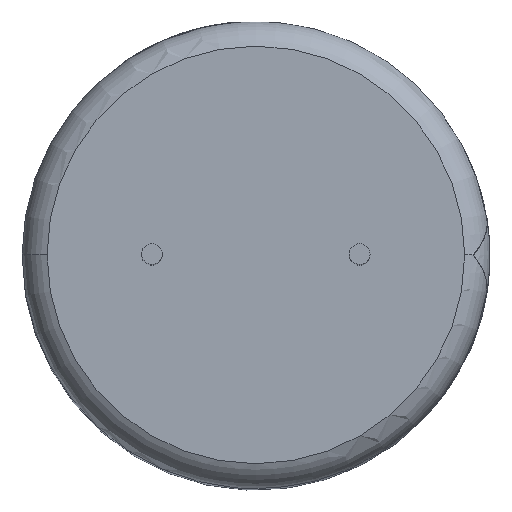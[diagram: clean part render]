
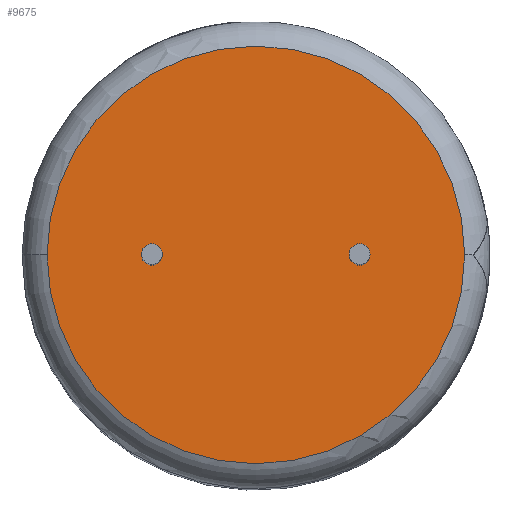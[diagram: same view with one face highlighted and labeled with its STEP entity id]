
A CAD part, top view. The second image highlights one B-rep face of the part: STEP entity #9675.
In plain terms, the highlighted planar face has unit normal (0, 0, 1).
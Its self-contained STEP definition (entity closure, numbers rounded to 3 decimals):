
#289 = EDGE_CURVE ( 'NONE', #951, #1783, #15193, .T. ) ;
#368 = AXIS2_PLACEMENT_3D ( 'NONE', #697, #6251, #5385 ) ;
#697 = CARTESIAN_POINT ( 'NONE',  ( -4., 0., 17.4 ) ) ;
#939 = AXIS2_PLACEMENT_3D ( 'NONE', #13693, #11166, #7724 ) ;
#951 = VERTEX_POINT ( 'NONE', #3997 ) ;
#1457 = EDGE_CURVE ( 'NONE', #5984, #7071, #10747, .T. ) ;
#1746 = ORIENTED_EDGE ( 'NONE', *, *, #13051, .F. ) ;
#1783 = VERTEX_POINT ( 'NONE', #5265 ) ;
#1832 = DIRECTION ( 'NONE',  ( 0., 0., 1. ) ) ;
#2116 = AXIS2_PLACEMENT_3D ( 'NONE', #12990, #3470, #4614 ) ;
#2567 = CARTESIAN_POINT ( 'NONE',  ( 4., 0., 17.4 ) ) ;
#2700 = AXIS2_PLACEMENT_3D ( 'NONE', #2567, #10685, #6176 ) ;
#2871 = EDGE_LOOP ( 'NONE', ( #5098, #12545 ) ) ;
#3157 = AXIS2_PLACEMENT_3D ( 'NONE', #12395, #11236, #14783 ) ;
#3470 = DIRECTION ( 'NONE',  ( 0., 0., 1. ) ) ;
#3571 = CIRCLE ( 'NONE', #368, 0.4 ) ;
#3659 = EDGE_CURVE ( 'NONE', #1783, #951, #6132, .T. ) ;
#3997 = CARTESIAN_POINT ( 'NONE',  ( 4.4, 0., 17.4 ) ) ;
#4614 = DIRECTION ( 'NONE',  ( 1., 0., 0. ) ) ;
#4927 = DIRECTION ( 'NONE',  ( 1., 0., 0. ) ) ;
#4933 = CARTESIAN_POINT ( 'NONE',  ( -8.039, 0., 17.4 ) ) ;
#5098 = ORIENTED_EDGE ( 'NONE', *, *, #3659, .F. ) ;
#5265 = CARTESIAN_POINT ( 'NONE',  ( 3.6, 0., 17.4 ) ) ;
#5269 = FACE_BOUND ( 'NONE', #5283, .T. ) ;
#5283 = EDGE_LOOP ( 'NONE', ( #12083, #7891 ) ) ;
#5385 = DIRECTION ( 'NONE',  ( 1., 0., 0. ) ) ;
#5984 = VERTEX_POINT ( 'NONE', #14853 ) ;
#6008 = EDGE_CURVE ( 'NONE', #13611, #9898, #7507, .T. ) ;
#6132 = CIRCLE ( 'NONE', #2700, 0.4 ) ;
#6176 = DIRECTION ( 'NONE',  ( 1., 0., 0. ) ) ;
#6251 = DIRECTION ( 'NONE',  ( 0., 0., 1. ) ) ;
#6304 = CARTESIAN_POINT ( 'NONE',  ( -3.6, 0., 17.4 ) ) ;
#6450 = EDGE_LOOP ( 'NONE', ( #1746, #8481 ) ) ;
#6659 = FACE_BOUND ( 'NONE', #2871, .T. ) ;
#6852 = AXIS2_PLACEMENT_3D ( 'NONE', #15071, #13993, #4927 ) ;
#7071 = VERTEX_POINT ( 'NONE', #4933 ) ;
#7186 = EDGE_CURVE ( 'NONE', #9898, #13611, #3571, .T. ) ;
#7507 = CIRCLE ( 'NONE', #2116, 0.4 ) ;
#7658 = PLANE ( 'NONE',  #3157 ) ;
#7724 = DIRECTION ( 'NONE',  ( 1., 0., 0. ) ) ;
#7891 = ORIENTED_EDGE ( 'NONE', *, *, #6008, .F. ) ;
#8481 = ORIENTED_EDGE ( 'NONE', *, *, #1457, .F. ) ;
#9675 = ADVANCED_FACE ( 'NONE', ( #6659, #5269, #11026 ), #7658, .T. ) ;
#9898 = VERTEX_POINT ( 'NONE', #10497 ) ;
#10497 = CARTESIAN_POINT ( 'NONE',  ( -4.4, 0., 17.4 ) ) ;
#10685 = DIRECTION ( 'NONE',  ( 0., 0., 1. ) ) ;
#10747 = CIRCLE ( 'NONE', #939, 8.039 ) ;
#11026 = FACE_OUTER_BOUND ( 'NONE', #6450, .T. ) ;
#11166 = DIRECTION ( 'NONE',  ( 0., 0., -1. ) ) ;
#11236 = DIRECTION ( 'NONE',  ( 0., 0., 1. ) ) ;
#11751 = AXIS2_PLACEMENT_3D ( 'NONE', #12334, #1832, #14729 ) ;
#12083 = ORIENTED_EDGE ( 'NONE', *, *, #7186, .F. ) ;
#12334 = CARTESIAN_POINT ( 'NONE',  ( 4., 0., 17.4 ) ) ;
#12395 = CARTESIAN_POINT ( 'NONE',  ( 0., 0., 17.4 ) ) ;
#12545 = ORIENTED_EDGE ( 'NONE', *, *, #289, .F. ) ;
#12990 = CARTESIAN_POINT ( 'NONE',  ( -4., 0., 17.4 ) ) ;
#13051 = EDGE_CURVE ( 'NONE', #7071, #5984, #13464, .T. ) ;
#13464 = CIRCLE ( 'NONE', #6852, 8.039 ) ;
#13611 = VERTEX_POINT ( 'NONE', #6304 ) ;
#13693 = CARTESIAN_POINT ( 'NONE',  ( 0., 0., 17.4 ) ) ;
#13993 = DIRECTION ( 'NONE',  ( 0., 0., -1. ) ) ;
#14729 = DIRECTION ( 'NONE',  ( 1., 0., 0. ) ) ;
#14783 = DIRECTION ( 'NONE',  ( 1., 0., 0. ) ) ;
#14853 = CARTESIAN_POINT ( 'NONE',  ( 8.039, 0., 17.4 ) ) ;
#15071 = CARTESIAN_POINT ( 'NONE',  ( 0., 0., 17.4 ) ) ;
#15193 = CIRCLE ( 'NONE', #11751, 0.4 ) ;
